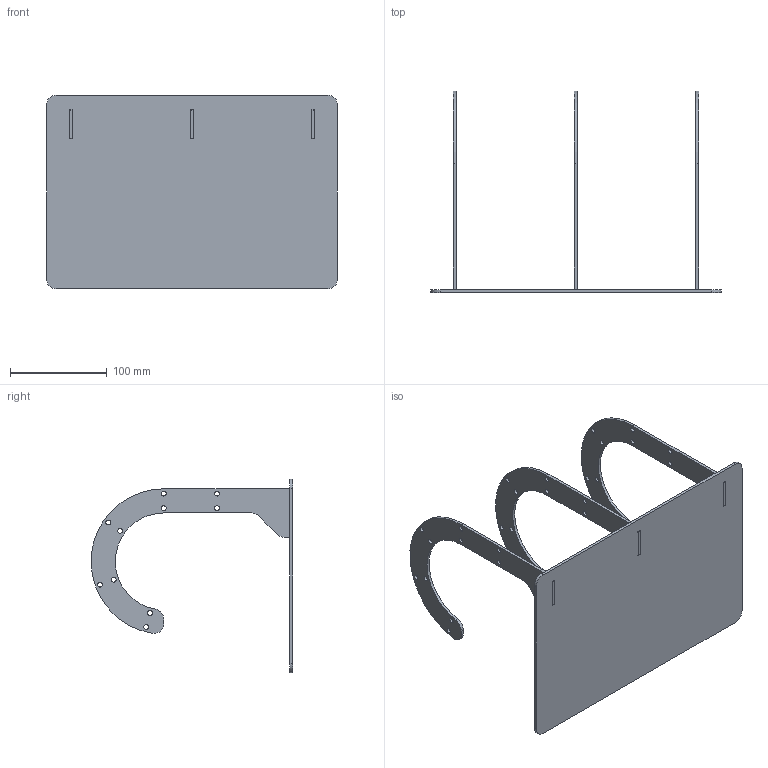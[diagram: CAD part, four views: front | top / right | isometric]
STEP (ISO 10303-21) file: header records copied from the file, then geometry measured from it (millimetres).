
FILE_DESCRIPTION(/* description */ (''),/* implementation_level */ '2;1');
FILE_NAME(/* name */ 'Water-plant-X3-structure.stp',/* time_stamp */ '2025-04-02T16:24:57+02:00',/* author */ ('au598657'),/* organization */ ('Aarhus University'),/* preprocessor_version */ 'ST-DEVELOPER v20',/* originating_system */ 'Autodesk Inventor 2025',/* authorisation */ '');
FILE_SCHEMA (('AUTOMOTIVE_DESIGN { 1 0 10303 214 3 1 1 }'));
Length unit declared in the file: millimetre
Products named in the file (3): Water plant X3 Structure; Water plant X3; Water plant X3 bue
Assembly tree (4 placements, depth 2):
  Water plant X3 Structure
    Water plant X3
    Water plant X3 bue  x3
Bounding box: 300 x 207.78 x 200 mm (x, y, z)
Volume: 256128.4 mm3; surface area: 182308.4 mm2
Topology: 4 solids, 4 shells, 118 faces, 330 edges, 220 vertices
Faces by surface type: cylinder 64, plane 54
Full cylindrical faces by diameter (mm): 5 x30
Entity records: 1935 total; most frequent: DIRECTION 320, CARTESIAN_POINT 311, ORIENTED_EDGE 300, EDGE_CURVE 150, AXIS2_PLACEMENT_3D 109, LINE 102, VECTOR 102, VERTEX_POINT 100
